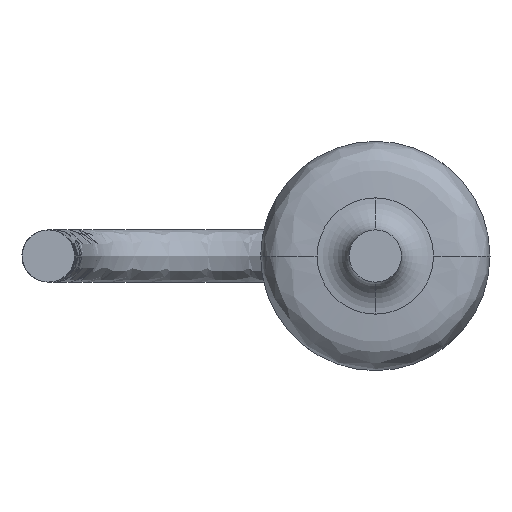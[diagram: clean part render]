
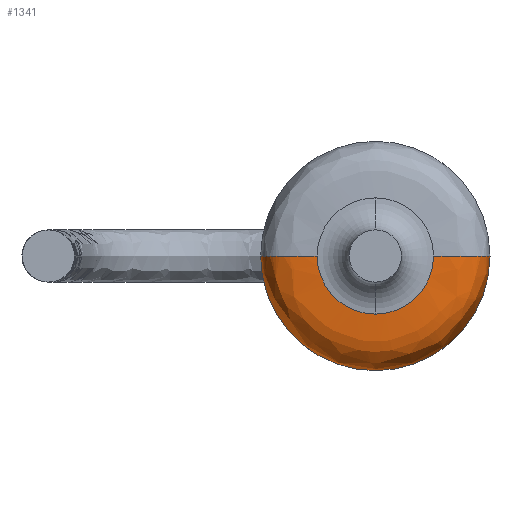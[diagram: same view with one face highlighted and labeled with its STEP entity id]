
A CAD part, front view. The second image highlights one B-rep face of the part: STEP entity #1341.
In plain terms, the highlighted free-form (B-spline) face has degree [3, 3] with [5, 4] control points.
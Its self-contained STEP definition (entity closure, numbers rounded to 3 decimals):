
#50 = CARTESIAN_POINT ( 'NONE',  ( 0.889, -21.517, 0. ) ) ;
#125 = AXIS2_PLACEMENT_3D ( 'NONE', #558, #1163, #437 ) ;
#181 = CARTESIAN_POINT ( 'NONE',  ( 1.381, -21.506, 0. ) ) ;
#215 = EDGE_CURVE ( 'NONE', #1115, #1315, #1512, .T. ) ;
#217 = CARTESIAN_POINT ( 'NONE',  ( -1.752, -20.93, 0. ) ) ;
#236 = CARTESIAN_POINT ( 'NONE',  ( -1.754, -20.836, -3.507 ) ) ;
#243 = VERTEX_POINT ( 'NONE', #1332 ) ;
#252 = CARTESIAN_POINT ( 'NONE',  ( -0.889, -21.517, -1.779 ) ) ;
#258 = CARTESIAN_POINT ( 'NONE',  ( 1.381, -21.506, 0. ) ) ;
#302 = CARTESIAN_POINT ( 'NONE',  ( 0.889, -21.517, 0. ) ) ;
#342 = AXIS2_PLACEMENT_3D ( 'NONE', #351, #1774, #1365 ) ;
#351 = CARTESIAN_POINT ( 'NONE',  ( 0., -21.517, 0. ) ) ;
#352 = EDGE_CURVE ( 'NONE', #243, #1315, #708, .T. ) ;
#361 = CARTESIAN_POINT ( 'NONE',  ( 1.752, -20.93, -3.504 ) ) ;
#388 = CARTESIAN_POINT ( 'NONE',  ( 1.752, -20.93, 0. ) ) ;
#396 = CARTESIAN_POINT ( 'NONE',  ( -1.718, -21.419, -3.435 ) ) ;
#418 = B_SPLINE_CURVE_WITH_KNOTS ( 'NONE', 3,
 ( #1063, #1764, #1058, #181, #302 ),
 .UNSPECIFIED., .F., .F.,
 ( 4, 1, 4 ),
 ( 0.812, 0.839, 0.947 ),
 .UNSPECIFIED. ) ;
#437 = DIRECTION ( 'NONE',  ( 0., 0., 1. ) ) ;
#508 = CARTESIAN_POINT ( 'NONE',  ( -1.754, -20.836, 0. ) ) ;
#529 = CARTESIAN_POINT ( 'NONE',  ( -1.752, -20.93, -3.504 ) ) ;
#558 = CARTESIAN_POINT ( 'NONE',  ( 0., -20.836, 0. ) ) ;
#586 =( BOUNDED_SURFACE ( )  B_SPLINE_SURFACE ( 3, 3, ( 
 ( #1684, #648, #236, #823 ),
 ( #388, #361, #529, #217 ),
 ( #1845, #1667, #396, #1562 ),
 ( #258, #1851, #1554, #1277 ),
 ( #1420, #1131, #252, #1426 ) ),
 .UNSPECIFIED., .F., .F., .T. ) 
 B_SPLINE_SURFACE_WITH_KNOTS ( ( 4, 1, 4 ),
 ( 4, 4 ),
 ( 0.812, 0.839, 0.947 ),
 ( 0., 1. ),
 .UNSPECIFIED. ) 
 GEOMETRIC_REPRESENTATION_ITEM ( )  RATIONAL_B_SPLINE_SURFACE ( (
 ( 1., 0.333, 0.333, 1.),
 ( 1., 0.333, 0.333, 1.),
 ( 1., 0.333, 0.333, 1.),
 ( 1., 0.333, 0.333, 1.),
 ( 1., 0.333, 0.333, 1.) ) ) 
 REPRESENTATION_ITEM ( '' )  SURFACE ( )  );
#648 = CARTESIAN_POINT ( 'NONE',  ( 1.754, -20.836, -3.507 ) ) ;
#676 = CARTESIAN_POINT ( 'NONE',  ( -1.752, -20.93, 0. ) ) ;
#708 = B_SPLINE_CURVE_WITH_KNOTS ( 'NONE', 3,
 ( #508, #676, #1407, #1518, #1095 ),
 .UNSPECIFIED., .F., .F.,
 ( 4, 1, 4 ),
 ( 0.812, 0.839, 0.947 ),
 .UNSPECIFIED. ) ;
#741 = EDGE_CURVE ( 'NONE', #1888, #1115, #1719, .T. ) ;
#823 = CARTESIAN_POINT ( 'NONE',  ( -1.754, -20.836, 0. ) ) ;
#857 = CARTESIAN_POINT ( 'NONE',  ( 0., -21.517, -0.889 ) ) ;
#910 = EDGE_LOOP ( 'NONE', ( #1295, #1247, #1000, #1355, #1842 ) ) ;
#940 = FACE_OUTER_BOUND ( 'NONE', #910, .T. ) ;
#1000 = ORIENTED_EDGE ( 'NONE', *, *, #741, .T. ) ;
#1058 = CARTESIAN_POINT ( 'NONE',  ( 1.718, -21.419, 0. ) ) ;
#1063 = CARTESIAN_POINT ( 'NONE',  ( 1.754, -20.836, 0. ) ) ;
#1095 = CARTESIAN_POINT ( 'NONE',  ( -0.889, -21.517, 0. ) ) ;
#1097 = CARTESIAN_POINT ( 'NONE',  ( -0.889, -21.517, 0. ) ) ;
#1114 = CARTESIAN_POINT ( 'NONE',  ( 0., -21.517, 0. ) ) ;
#1115 = VERTEX_POINT ( 'NONE', #857 ) ;
#1131 = CARTESIAN_POINT ( 'NONE',  ( 0.889, -21.517, -1.779 ) ) ;
#1163 = DIRECTION ( 'NONE',  ( 0., -1., 0. ) ) ;
#1247 = ORIENTED_EDGE ( 'NONE', *, *, #1747, .T. ) ;
#1259 = DIRECTION ( 'NONE',  ( 0., 0., 1. ) ) ;
#1277 = CARTESIAN_POINT ( 'NONE',  ( -1.381, -21.506, 0. ) ) ;
#1295 = ORIENTED_EDGE ( 'NONE', *, *, #1623, .T. ) ;
#1315 = VERTEX_POINT ( 'NONE', #1097 ) ;
#1332 = CARTESIAN_POINT ( 'NONE',  ( -1.754, -20.836, 0. ) ) ;
#1341 = ADVANCED_FACE ( 'NONE', ( #940 ), #586, .T. ) ;
#1355 = ORIENTED_EDGE ( 'NONE', *, *, #215, .T. ) ;
#1365 = DIRECTION ( 'NONE',  ( 0., 0., 1. ) ) ;
#1407 = CARTESIAN_POINT ( 'NONE',  ( -1.718, -21.419, 0. ) ) ;
#1409 = CARTESIAN_POINT ( 'NONE',  ( 1.754, -20.836, 0. ) ) ;
#1420 = CARTESIAN_POINT ( 'NONE',  ( 0.889, -21.517, 0. ) ) ;
#1426 = CARTESIAN_POINT ( 'NONE',  ( -0.889, -21.517, 0. ) ) ;
#1512 = CIRCLE ( 'NONE', #342, 0.889 ) ;
#1518 = CARTESIAN_POINT ( 'NONE',  ( -1.381, -21.506, 0. ) ) ;
#1554 = CARTESIAN_POINT ( 'NONE',  ( -1.381, -21.506, -2.762 ) ) ;
#1562 = CARTESIAN_POINT ( 'NONE',  ( -1.718, -21.419, 0. ) ) ;
#1580 = CIRCLE ( 'NONE', #125, 1.754 ) ;
#1623 = EDGE_CURVE ( 'NONE', #243, #1639, #1580, .T. ) ;
#1639 = VERTEX_POINT ( 'NONE', #1409 ) ;
#1651 = AXIS2_PLACEMENT_3D ( 'NONE', #1114, #1830, #1259 ) ;
#1667 = CARTESIAN_POINT ( 'NONE',  ( 1.718, -21.419, -3.435 ) ) ;
#1684 = CARTESIAN_POINT ( 'NONE',  ( 1.754, -20.836, 0. ) ) ;
#1719 = CIRCLE ( 'NONE', #1651, 0.889 ) ;
#1747 = EDGE_CURVE ( 'NONE', #1639, #1888, #418, .T. ) ;
#1764 = CARTESIAN_POINT ( 'NONE',  ( 1.752, -20.93, 0. ) ) ;
#1774 = DIRECTION ( 'NONE',  ( 0., 1., 0. ) ) ;
#1830 = DIRECTION ( 'NONE',  ( 0., 1., 0. ) ) ;
#1842 = ORIENTED_EDGE ( 'NONE', *, *, #352, .F. ) ;
#1845 = CARTESIAN_POINT ( 'NONE',  ( 1.718, -21.419, 0. ) ) ;
#1851 = CARTESIAN_POINT ( 'NONE',  ( 1.381, -21.506, -2.762 ) ) ;
#1888 = VERTEX_POINT ( 'NONE', #50 ) ;
